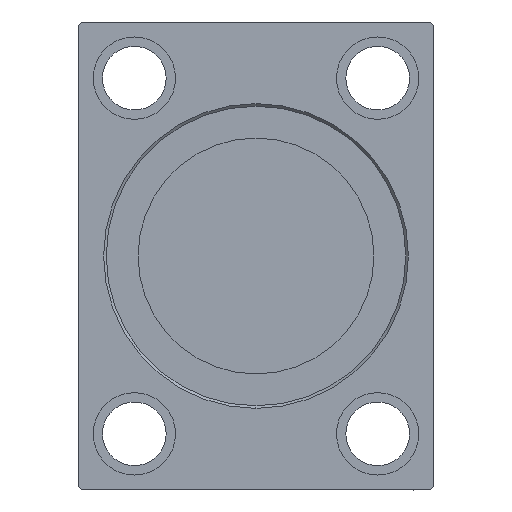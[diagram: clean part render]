
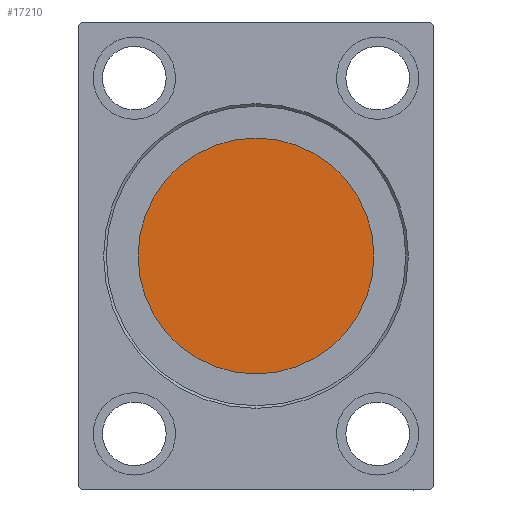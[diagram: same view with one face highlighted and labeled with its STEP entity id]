
A CAD part, left-side view. The second image highlights one B-rep face of the part: STEP entity #17210.
In plain terms, the highlighted planar face has unit normal (-1, 0, 0).
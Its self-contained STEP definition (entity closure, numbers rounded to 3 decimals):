
#427 = AXIS2_PLACEMENT_3D ( 'NONE', #5168, #41476, #42103 ) ;
#2389 = ORIENTED_EDGE ( 'NONE', *, *, #28208, .T. ) ;
#5168 = CARTESIAN_POINT ( 'NONE',  ( 100.2, 0., 0. ) ) ;
#5188 = AXIS2_PLACEMENT_3D ( 'NONE', #22173, #32698, #19378 ) ;
#5792 = FACE_OUTER_BOUND ( 'NONE', #28178, .T. ) ;
#6498 = AXIS2_PLACEMENT_3D ( 'NONE', #41296, #38288, #28606 ) ;
#12958 = CARTESIAN_POINT ( 'NONE',  ( 100.2, 0., 31.5 ) ) ;
#17210 = ADVANCED_FACE ( 'NONE', ( #5792 ), #34587, .T. ) ;
#19378 = DIRECTION ( 'NONE',  ( 0., 0., 1. ) ) ;
#20195 = VERTEX_POINT ( 'NONE', #38598 ) ;
#20915 = CIRCLE ( 'NONE', #6498, 31.5 ) ;
#22173 = CARTESIAN_POINT ( 'NONE',  ( 100.2, 0., 0. ) ) ;
#23273 = VERTEX_POINT ( 'NONE', #12958 ) ;
#24381 = CIRCLE ( 'NONE', #5188, 31.5 ) ;
#27650 = ORIENTED_EDGE ( 'NONE', *, *, #30841, .T. ) ;
#28178 = EDGE_LOOP ( 'NONE', ( #27650, #2389 ) ) ;
#28208 = EDGE_CURVE ( 'NONE', #20195, #23273, #20915, .T. ) ;
#28606 = DIRECTION ( 'NONE',  ( 0., 0., 1. ) ) ;
#30841 = EDGE_CURVE ( 'NONE', #23273, #20195, #24381, .T. ) ;
#32698 = DIRECTION ( 'NONE',  ( -1., 0., 0. ) ) ;
#34587 = PLANE ( 'NONE',  #427 ) ;
#38288 = DIRECTION ( 'NONE',  ( -1., 0., 0. ) ) ;
#38598 = CARTESIAN_POINT ( 'NONE',  ( 100.2, 0., -31.5 ) ) ;
#41296 = CARTESIAN_POINT ( 'NONE',  ( 100.2, 0., 0. ) ) ;
#41476 = DIRECTION ( 'NONE',  ( -1., 0., 0. ) ) ;
#42103 = DIRECTION ( 'NONE',  ( 0., 0., 1. ) ) ;
